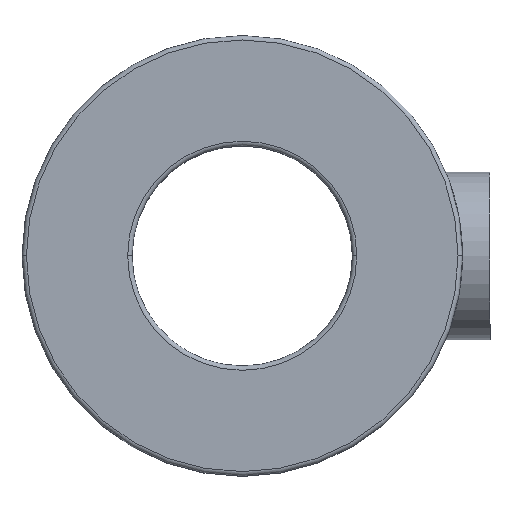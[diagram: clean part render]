
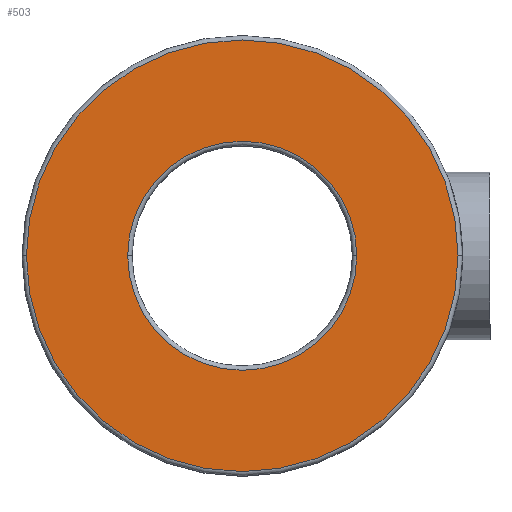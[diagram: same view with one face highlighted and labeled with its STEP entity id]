
A CAD part, top view. The second image highlights one B-rep face of the part: STEP entity #503.
In plain terms, the highlighted planar face has unit normal (0, 0, 1).
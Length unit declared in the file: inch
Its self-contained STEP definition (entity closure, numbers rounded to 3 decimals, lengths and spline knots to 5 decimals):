
#219 = DIRECTION ( 'NONE',  ( 1., 0., 0. ) ) ;
#220 = DIRECTION ( 'NONE',  ( 0., 0., -1. ) ) ;
#221 = AXIS2_PLACEMENT_3D ( 'NONE', #228, #220, #219 ) ;
#222 = CIRCLE ( 'NONE', #221, 0.13 ) ;
#228 = CARTESIAN_POINT ( 'NONE',  ( 0., 0., 0.28125 ) ) ;
#243 = CARTESIAN_POINT ( 'NONE',  ( -0.245, 0., 0.28125 ) ) ;
#289 = DIRECTION ( 'NONE',  ( 1., 0., 0. ) ) ;
#290 = DIRECTION ( 'NONE',  ( 0., 0., 1. ) ) ;
#291 = CARTESIAN_POINT ( 'NONE',  ( 0., 0., 0.28125 ) ) ;
#292 = AXIS2_PLACEMENT_3D ( 'NONE', #291, #290, #289 ) ;
#293 = CIRCLE ( 'NONE', #292, 0.245 ) ;
#300 = CARTESIAN_POINT ( 'NONE',  ( 0.13, 0., 0.28125 ) ) ;
#301 = CARTESIAN_POINT ( 'NONE',  ( -0.13, 0., 0.28125 ) ) ;
#321 = CARTESIAN_POINT ( 'NONE',  ( 0.245, 0., 0.28125 ) ) ;
#503 = ADVANCED_FACE ( 'NONE', ( #877, #876 ), #882, .T. ) ;
#504 = EDGE_LOOP ( 'NONE', ( #505, #507 ) ) ;
#505 = ORIENTED_EDGE ( 'NONE', *, *, #506, .T. ) ;
#506 = EDGE_CURVE ( 'NONE', #679, #678, #885, .T. ) ;
#507 = ORIENTED_EDGE ( 'NONE', *, *, #647, .T. ) ;
#508 = EDGE_LOOP ( 'NONE', ( #509, #510 ) ) ;
#509 = ORIENTED_EDGE ( 'NONE', *, *, #683, .T. ) ;
#510 = ORIENTED_EDGE ( 'NONE', *, *, #511, .T. ) ;
#511 = EDGE_CURVE ( 'NONE', #676, #708, #899, .T. ) ;
#647 = EDGE_CURVE ( 'NONE', #678, #679, #222, .T. ) ;
#676 = VERTEX_POINT ( 'NONE', #243 ) ;
#678 = VERTEX_POINT ( 'NONE', #301 ) ;
#679 = VERTEX_POINT ( 'NONE', #300 ) ;
#683 = EDGE_CURVE ( 'NONE', #708, #676, #293, .T. ) ;
#708 = VERTEX_POINT ( 'NONE', #321 ) ;
#876 = FACE_OUTER_BOUND ( 'NONE', #508, .T. ) ;
#877 = FACE_BOUND ( 'NONE', #504, .T. ) ;
#882 = PLANE ( 'NONE',  #890 ) ;
#884 = AXIS2_PLACEMENT_3D ( 'NONE', #891, #902, #901 ) ;
#885 = CIRCLE ( 'NONE', #884, 0.13 ) ;
#886 = CARTESIAN_POINT ( 'NONE',  ( 0., 0., 0.28125 ) ) ;
#887 = DIRECTION ( 'NONE',  ( 1., 0., 0. ) ) ;
#888 = DIRECTION ( 'NONE',  ( 0., 0., 1. ) ) ;
#889 = CARTESIAN_POINT ( 'NONE',  ( 0., 0., 0.28125 ) ) ;
#890 = AXIS2_PLACEMENT_3D ( 'NONE', #889, #888, #887 ) ;
#891 = CARTESIAN_POINT ( 'NONE',  ( 0., 0., 0.28125 ) ) ;
#896 = DIRECTION ( 'NONE',  ( 1., 0., 0. ) ) ;
#897 = DIRECTION ( 'NONE',  ( 0., 0., 1. ) ) ;
#898 = AXIS2_PLACEMENT_3D ( 'NONE', #886, #897, #896 ) ;
#899 = CIRCLE ( 'NONE', #898, 0.245 ) ;
#901 = DIRECTION ( 'NONE',  ( 1., 0., 0. ) ) ;
#902 = DIRECTION ( 'NONE',  ( 0., 0., -1. ) ) ;
